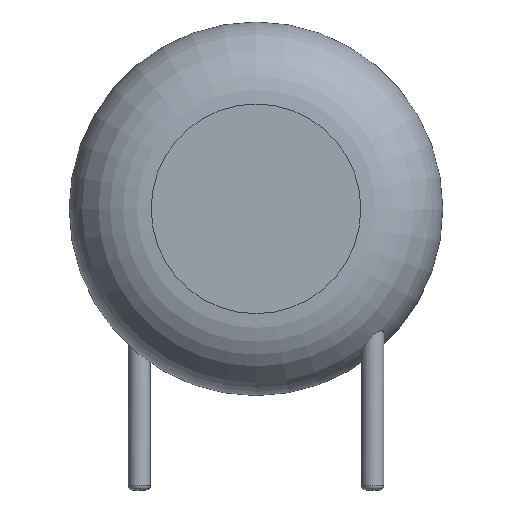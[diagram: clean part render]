
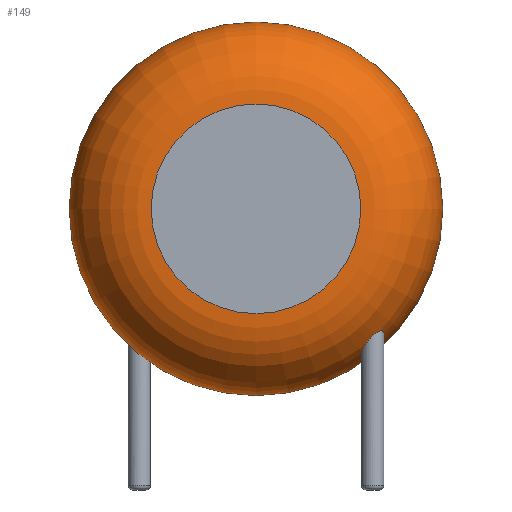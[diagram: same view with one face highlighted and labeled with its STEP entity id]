
A CAD part, front view. The second image highlights one B-rep face of the part: STEP entity #149.
In plain terms, the highlighted toroidal (fillet/blend) face has major radius 3.366 mm and minor radius 2.634 mm.
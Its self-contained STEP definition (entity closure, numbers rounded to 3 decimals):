
#24 = VERTEX_POINT('',#25);
#25 = CARTESIAN_POINT('',(9.75,-1.266,6.03));
#31 = EDGE_CURVE('',#24,#24,#32,.T.);
#32 = CIRCLE('',#33,6.);
#33 = AXIS2_PLACEMENT_3D('',#34,#35,#36);
#34 = CARTESIAN_POINT('',(3.75,-1.266,6.03));
#35 = DIRECTION('',(0.,-1.,0.));
#36 = DIRECTION('',(1.,0.,0.));
#149 = ADVANCED_FACE('',(#150,#170),#250,.T.);
#150 = FACE_BOUND('',#151,.T.);
#151 = EDGE_LOOP('',(#152,#153,#162,#169));
#152 = ORIENTED_EDGE('',*,*,#31,.T.);
#153 = ORIENTED_EDGE('',*,*,#154,.T.);
#154 = EDGE_CURVE('',#24,#155,#157,.T.);
#155 = VERTEX_POINT('',#156);
#156 = CARTESIAN_POINT('',(7.116,-3.9,6.03));
#157 = CIRCLE('',#158,2.634);
#158 = AXIS2_PLACEMENT_3D('',#159,#160,#161);
#159 = CARTESIAN_POINT('',(7.116,-1.266,6.03));
#160 = DIRECTION('',(0.,0.,-1.));
#161 = DIRECTION('',(1.,0.,0.));
#162 = ORIENTED_EDGE('',*,*,#163,.F.);
#163 = EDGE_CURVE('',#155,#155,#164,.T.);
#164 = CIRCLE('',#165,3.366);
#165 = AXIS2_PLACEMENT_3D('',#166,#167,#168);
#166 = CARTESIAN_POINT('',(3.75,-3.9,6.03));
#167 = DIRECTION('',(0.,-1.,0.));
#168 = DIRECTION('',(1.,0.,0.));
#169 = ORIENTED_EDGE('',*,*,#154,.F.);
#170 = FACE_BOUND('',#171,.T.);
#171 = EDGE_LOOP('',(#172,#191));
#172 = ORIENTED_EDGE('',*,*,#173,.T.);
#173 = EDGE_CURVE('',#174,#176,#178,.T.);
#174 = VERTEX_POINT('',#175);
#175 = CARTESIAN_POINT('',(7.86,-2.4,2.018));
#176 = VERTEX_POINT('',#177);
#177 = CARTESIAN_POINT('',(7.474,-2.041,1.475)
);
#178 = B_SPLINE_CURVE_WITH_KNOTS('',6,(#179,#180,#181,#182,#183,#184,
#185,#186,#187,#188,#189,#190),.UNSPECIFIED.,.F.,.F.,(7,5,7),(
0.,0.524,1.),.UNSPECIFIED.);
#179 = CARTESIAN_POINT('',(7.86,-2.4,2.018));
#180 = CARTESIAN_POINT('',(7.86,-2.347,1.982));
#181 = CARTESIAN_POINT('',(7.851,-2.295,1.94
));
#182 = CARTESIAN_POINT('',(7.833,-2.246,1.893
));
#183 = CARTESIAN_POINT('',(7.807,-2.202,1.844
));
#184 = CARTESIAN_POINT('',(7.775,-2.162,1.794
));
#185 = CARTESIAN_POINT('',(7.702,-2.099,1.696
));
#186 = CARTESIAN_POINT('',(7.663,-2.074,1.649)
);
#187 = CARTESIAN_POINT('',(7.619,-2.054,1.603)
);
#188 = CARTESIAN_POINT('',(7.573,-2.042,1.557)
);
#189 = CARTESIAN_POINT('',(7.524,-2.037,1.514
));
#190 = CARTESIAN_POINT('',(7.474,-2.041,1.475)
);
#191 = ORIENTED_EDGE('',*,*,#192,.T.);
#192 = EDGE_CURVE('',#176,#174,#193,.T.);
#193 = B_SPLINE_CURVE_WITH_KNOTS('',7,(#194,#195,#196,#197,#198,#199,
#200,#201,#202,#203,#204,#205,#206,#207,#208,#209,#210,#211,#212,
#213,#214,#215,#216,#217,#218,#219,#220,#221,#222,#223,#224,#225,
#226,#227,#228,#229,#230,#231,#232,#233,#234,#235,#236,#237,#238,
#239,#240,#241,#242,#243,#244,#245,#246,#247,#248,#249),
.UNSPECIFIED.,.F.,.F.,(8,6,6,6,6,6,6,6,6,8),(0.,0.124,
0.204,0.305,0.36,0.533,
0.743,0.829,0.931,1.),.UNSPECIFIED.);
#194 = CARTESIAN_POINT('',(7.474,-2.041,1.475)
);
#195 = CARTESIAN_POINT('',(7.445,-2.043,1.452)
);
#196 = CARTESIAN_POINT('',(7.415,-2.048,1.43
));
#197 = CARTESIAN_POINT('',(7.385,-2.056,1.41
));
#198 = CARTESIAN_POINT('',(7.356,-2.067,1.391)
);
#199 = CARTESIAN_POINT('',(7.328,-2.081,1.376
));
#200 = CARTESIAN_POINT('',(7.302,-2.098,1.362
));
#201 = CARTESIAN_POINT('',(7.261,-2.13,1.345)
);
#202 = CARTESIAN_POINT('',(7.246,-2.144,1.34
));
#203 = CARTESIAN_POINT('',(7.231,-2.159,1.336
));
#204 = CARTESIAN_POINT('',(7.218,-2.175,1.333
));
#205 = CARTESIAN_POINT('',(7.206,-2.191,1.332
));
#206 = CARTESIAN_POINT('',(7.194,-2.209,1.332
));
#207 = CARTESIAN_POINT('',(7.172,-2.249,1.335
));
#208 = CARTESIAN_POINT('',(7.162,-2.272,1.339
));
#209 = CARTESIAN_POINT('',(7.153,-2.297,1.346
));
#210 = CARTESIAN_POINT('',(7.147,-2.321,1.354)
);
#211 = CARTESIAN_POINT('',(7.143,-2.346,1.364
));
#212 = CARTESIAN_POINT('',(7.14,-2.37,1.377)
);
#213 = CARTESIAN_POINT('',(7.14,-2.407,1.398)
);
#214 = CARTESIAN_POINT('',(7.14,-2.42,1.406)
);
#215 = CARTESIAN_POINT('',(7.141,-2.433,1.415
));
#216 = CARTESIAN_POINT('',(7.142,-2.446,1.423
));
#217 = CARTESIAN_POINT('',(7.144,-2.458,1.433
));
#218 = CARTESIAN_POINT('',(7.147,-2.471,1.442)
);
#219 = CARTESIAN_POINT('',(7.159,-2.522,1.484
));
#220 = CARTESIAN_POINT('',(7.173,-2.558,1.52)
);
#221 = CARTESIAN_POINT('',(7.191,-2.592,1.558
));
#222 = CARTESIAN_POINT('',(7.213,-2.623,1.598
));
#223 = CARTESIAN_POINT('',(7.238,-2.651,1.64
));
#224 = CARTESIAN_POINT('',(7.266,-2.676,1.683
));
#225 = CARTESIAN_POINT('',(7.334,-2.722,1.778
));
#226 = CARTESIAN_POINT('',(7.375,-2.743,1.83)
);
#227 = CARTESIAN_POINT('',(7.419,-2.757,1.882
));
#228 = CARTESIAN_POINT('',(7.467,-2.765,1.932)
);
#229 = CARTESIAN_POINT('',(7.516,-2.765,1.978
));
#230 = CARTESIAN_POINT('',(7.566,-2.758,2.018)
);
#231 = CARTESIAN_POINT('',(7.635,-2.734,2.063
));
#232 = CARTESIAN_POINT('',(7.655,-2.726,2.075)
);
#233 = CARTESIAN_POINT('',(7.675,-2.716,2.085
));
#234 = CARTESIAN_POINT('',(7.693,-2.705,2.093
));
#235 = CARTESIAN_POINT('',(7.712,-2.693,2.1
));
#236 = CARTESIAN_POINT('',(7.729,-2.679,2.105
));
#237 = CARTESIAN_POINT('',(7.764,-2.646,2.111
));
#238 = CARTESIAN_POINT('',(7.782,-2.627,2.113
));
#239 = CARTESIAN_POINT('',(7.797,-2.606,2.111
));
#240 = CARTESIAN_POINT('',(7.811,-2.584,2.107)
);
#241 = CARTESIAN_POINT('',(7.823,-2.561,2.101
));
#242 = CARTESIAN_POINT('',(7.833,-2.538,2.093
));
#243 = CARTESIAN_POINT('',(7.847,-2.498,2.075
));
#244 = CARTESIAN_POINT('',(7.851,-2.482,2.068
));
#245 = CARTESIAN_POINT('',(7.855,-2.466,2.059
));
#246 = CARTESIAN_POINT('',(7.857,-2.449,2.05)
);
#247 = CARTESIAN_POINT('',(7.859,-2.433,2.04
));
#248 = CARTESIAN_POINT('',(7.86,-2.416,2.029));
#249 = CARTESIAN_POINT('',(7.86,-2.4,2.018));
#250 = TOROIDAL_SURFACE('',#251,3.366,2.634);
#251 = AXIS2_PLACEMENT_3D('',#252,#253,#254);
#252 = CARTESIAN_POINT('',(3.75,-1.266,6.03));
#253 = DIRECTION('',(0.,-1.,0.));
#254 = DIRECTION('',(1.,0.,0.));
